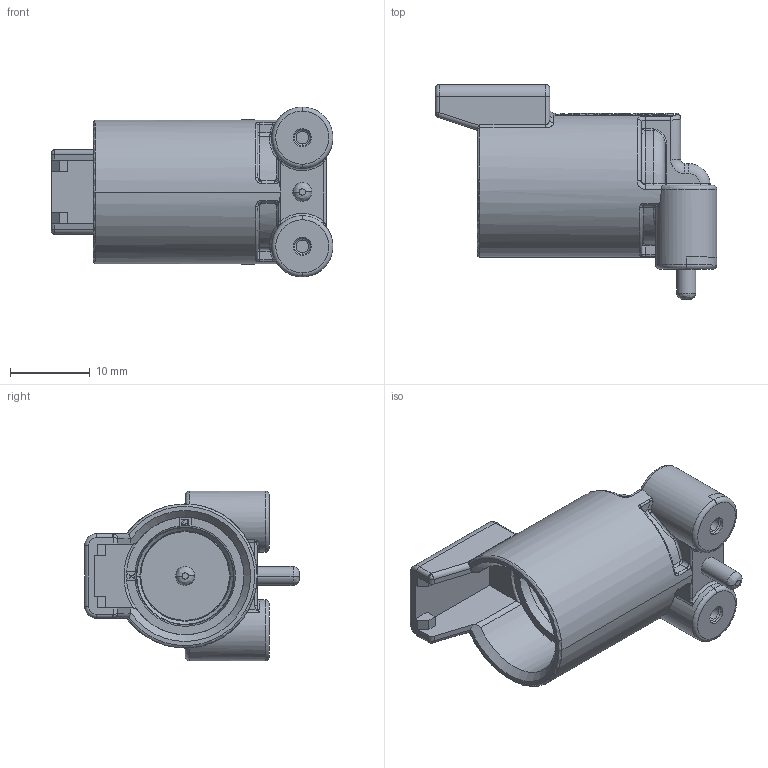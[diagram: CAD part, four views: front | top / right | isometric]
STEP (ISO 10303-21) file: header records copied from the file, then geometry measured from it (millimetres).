
FILE_DESCRIPTION((''),'2;1');
FILE_NAME('C-ATFHD13-1-12P-BM11_3D','2021-05-14T',('vito.li'),(''),'PRO/ENGINEER BY PARAMETRIC TECHNOLOGY CORPORATION, 2016360','PRO/ENGINEER BY PARAMETRIC TECHNOLOGY CORPORATION, 2016360','');
FILE_SCHEMA(('CONFIG_CONTROL_DESIGN'));
Length unit declared in the file: inch
Products named in the file (1): C-ATFHD13-1-12P-BM11_3D
Bounding box: 35.28 x 26.9 x 21.26 mm (x, y, z)
Volume: 4652.3 mm3; surface area: 3907.7 mm2
Topology: 1 solids, 1 shells, 650 faces, 1733 edges, 1120 vertices
Faces by surface type: plane 245, extrusion 136, cylinder 130, bspline 63, torus 61, cone 15
Entity records: 26679 total; most frequent: CARTESIAN_POINT 11232, ORIENTED_EDGE 3462, DIRECTION 2768, EDGE_CURVE 1731, VERTEX_POINT 1120, AXIS2_PLACEMENT_3D 928, VECTOR 912, LINE 776
